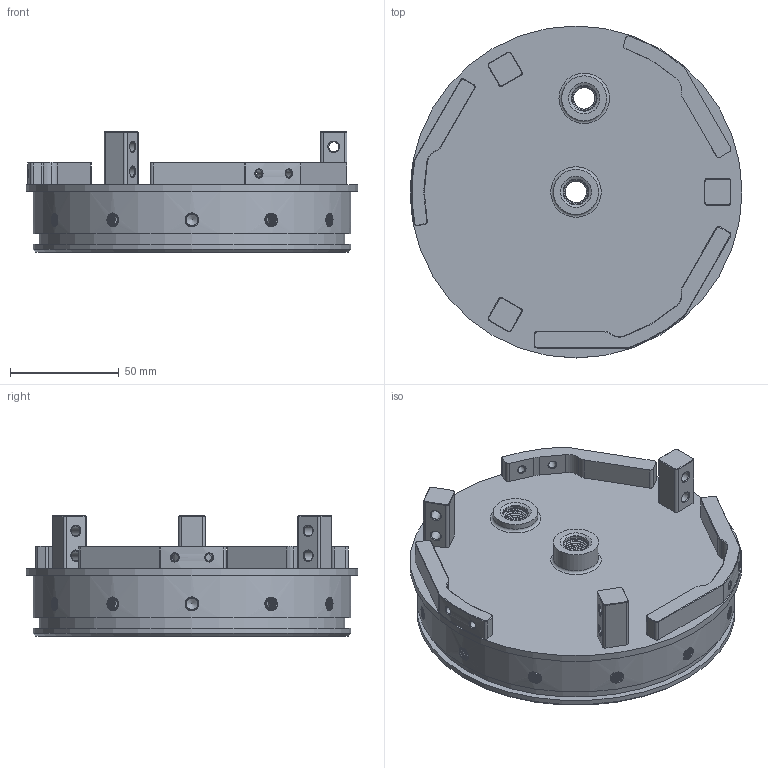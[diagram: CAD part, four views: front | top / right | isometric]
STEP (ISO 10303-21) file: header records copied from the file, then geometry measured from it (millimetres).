
FILE_DESCRIPTION(/* description */ (''),/* implementation_level */ '2;1');
FILE_NAME(/* name */ 'fuel_tank_upper_bulkhead.stp',/* time_stamp */ '2026-01-14T13:09:20-05:00',/* author */ (''),/* organization */ (''),/* preprocessor_version */ 'ST-DEVELOPER v18.102',/* originating_system */ 'SIEMENS PLM Software NX 2027',/* authorisation */ '');
FILE_SCHEMA (('AUTOMOTIVE_DESIGN { 1 0 10303 214 3 1 1 1 }'));
Length unit declared in the file: inch
Products named in the file (1): A_objects
Bounding box: 152.4 x 152.4 x 55.13 mm (x, y, z)
Volume: 340004.7 mm3; surface area: 69455.6 mm2
Topology: 1 solids, 1 shells, 386 faces, 1060 edges, 686 vertices
Faces by surface type: cylinder 191, plane 85, cone 74, bspline 29, torus 7
Full cylindrical faces by diameter (mm): 3.454 x6, 4.572 x6, 5.41 x84, 9.9 x17, 11.532 x2, 20.625 x2, 140.411 x1, 145.974 x2, 152.4 x1
Entity records: 32896 total; most frequent: CARTESIAN_POINT 26761, ORIENTED_EDGE 1194, DIRECTION 1171, EDGE_CURVE 597, AXIS2_PLACEMENT_3D 460, VERTEX_POINT 420, EDGE_LOOP 407, ADVANCED_FACE 285
